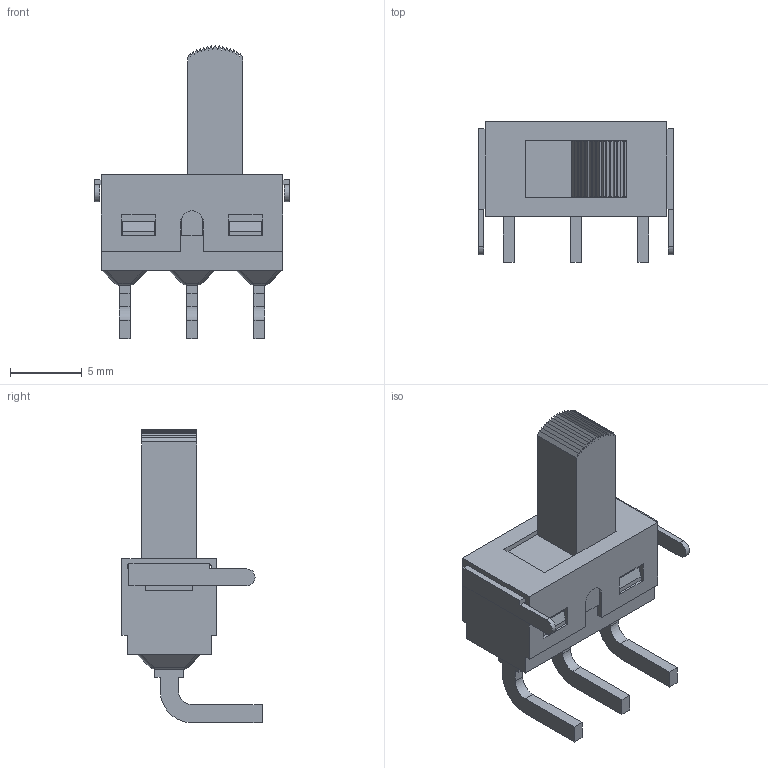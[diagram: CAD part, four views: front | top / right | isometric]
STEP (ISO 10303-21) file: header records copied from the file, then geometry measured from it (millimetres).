
FILE_DESCRIPTION((' '),'2;1');
FILE_NAME('500SSPxS3M6xEA.stp','2017-07-28T11:14:17',(' '),(' '),' ','ACIS',' ');
FILE_SCHEMA(('CONFIG_CONTROL_DESIGN'));
Length unit declared in the file: inch
Products named in the file (1): 500SSPxS3M6xEA.stp
Bounding box: 13.57 x 9.78 x 20.51 mm (x, y, z)
Volume: 467.2 mm3; surface area: 1111.8 mm2
Topology: 1 solids, 1 shells, 242 faces, 651 edges, 418 vertices
Faces by surface type: plane 190, cylinder 40, sphere 12
Entity records: 7556 total; most frequent: CARTESIAN_POINT 1312, ORIENTED_EDGE 1302, DIRECTION 1221, EDGE_CURVE 651, VECTOR 567, LINE 567, VERTEX_POINT 418, AXIS2_PLACEMENT_3D 327
